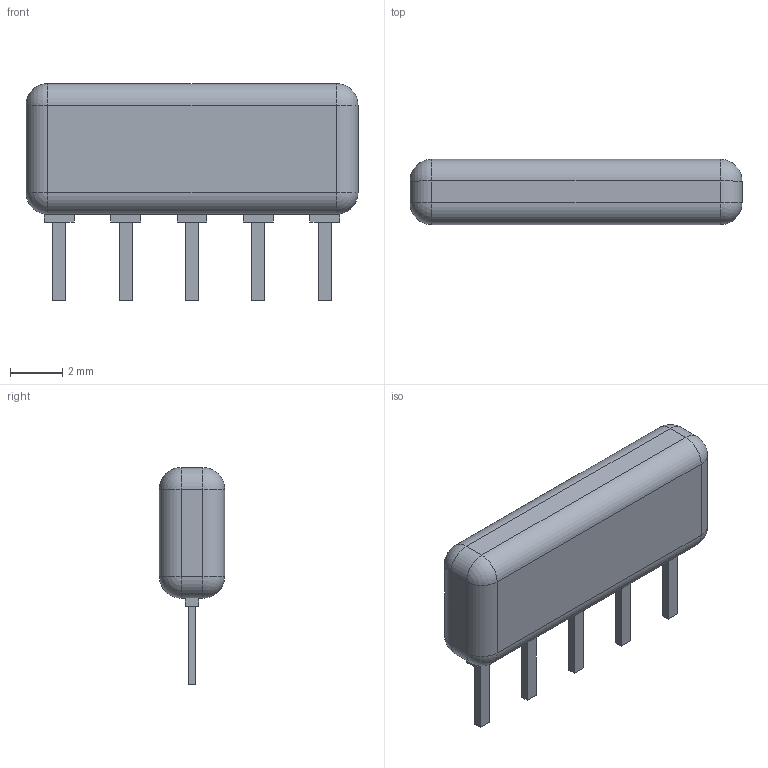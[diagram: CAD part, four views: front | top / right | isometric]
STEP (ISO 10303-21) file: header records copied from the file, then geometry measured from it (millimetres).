
FILE_DESCRIPTION(/* description */ ('model of R_Array_SIP5'),/* implementation_level */ '2;1');
FILE_NAME(/* name */ 'R_Array_SIP5.step',/* time_stamp */ '2017-10-31T21:41:05',/* author */ ('kicad StepUp','ksu'),/* organization */ ('FreeCAD'),/* preprocessor_version */ 'OCC',/* originating_system */ 'kicad StepUp',/* authorisation */ '');
FILE_SCHEMA(('AUTOMOTIVE_DESIGN_CC2 { 1 2 10303 214 -1 1 5 4 }'));
Length unit declared in the file: millimetre
Products named in the file (2): ASSEMBLY; R_Array_SIP5
Assembly tree (1 placements, depth 2):
  ASSEMBLY
    R_Array_SIP5
Bounding box: 12.7 x 2.5 x 8.3 mm (x, y, z)
Volume: 150.6 mm3; surface area: 214.7 mm2
Topology: 1 solids, 1 shells, 76 faces, 182 edges, 108 vertices
Faces by surface type: plane 56, cylinder 12, sphere 8
Entity records: 2657 total; most frequent: CARTESIAN_POINT 360, DIRECTION 358, ORIENTED_EDGE 348, EDGE_CURVE 174, LINE 146, VECTOR 146, VERTEX_POINT 108, AXIS2_PLACEMENT_3D 106
